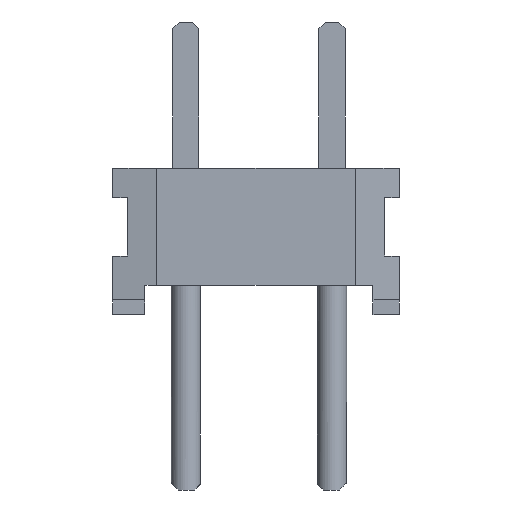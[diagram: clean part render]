
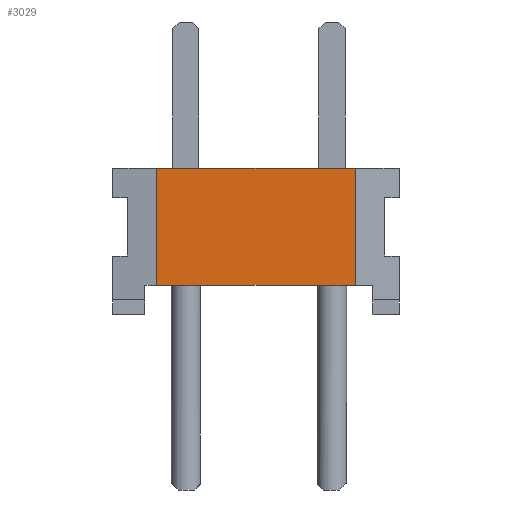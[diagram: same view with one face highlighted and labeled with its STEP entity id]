
A CAD part, left-side view. The second image highlights one B-rep face of the part: STEP entity #3029.
In plain terms, the highlighted planar face has unit normal (-1, 0, 0).
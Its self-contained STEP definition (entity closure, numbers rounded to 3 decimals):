
#3029 = ADVANCED_FACE('',(#3030),#3064,.F.);
#3030 = FACE_BOUND('',#3031,.T.);
#3031 = EDGE_LOOP('',(#3032,#3042,#3050,#3058));
#3032 = ORIENTED_EDGE('',*,*,#3033,.F.);
#3033 = EDGE_CURVE('',#3034,#3036,#3038,.T.);
#3034 = VERTEX_POINT('',#3035);
#3035 = CARTESIAN_POINT('',(-3.81,1.778,2.54));
#3036 = VERTEX_POINT('',#3037);
#3037 = CARTESIAN_POINT('',(-3.81,-1.676,2.54));
#3038 = LINE('',#3039,#3040);
#3039 = CARTESIAN_POINT('',(-3.81,2.54,2.54));
#3040 = VECTOR('',#3041,1.);
#3041 = DIRECTION('',(0.,-1.,0.));
#3042 = ORIENTED_EDGE('',*,*,#3043,.T.);
#3043 = EDGE_CURVE('',#3034,#3044,#3046,.T.);
#3044 = VERTEX_POINT('',#3045);
#3045 = CARTESIAN_POINT('',(-3.81,1.778,0.508));
#3046 = LINE('',#3047,#3048);
#3047 = CARTESIAN_POINT('',(-3.81,1.778,2.54));
#3048 = VECTOR('',#3049,1.);
#3049 = DIRECTION('',(0.,0.,-1.));
#3050 = ORIENTED_EDGE('',*,*,#3051,.T.);
#3051 = EDGE_CURVE('',#3044,#3052,#3054,.T.);
#3052 = VERTEX_POINT('',#3053);
#3053 = CARTESIAN_POINT('',(-3.81,-1.676,0.508));
#3054 = LINE('',#3055,#3056);
#3055 = CARTESIAN_POINT('',(-3.81,1.981,0.508));
#3056 = VECTOR('',#3057,1.);
#3057 = DIRECTION('',(0.,-1.,0.));
#3058 = ORIENTED_EDGE('',*,*,#3059,.T.);
#3059 = EDGE_CURVE('',#3052,#3036,#3060,.T.);
#3060 = LINE('',#3061,#3062);
#3061 = CARTESIAN_POINT('',(-3.81,-1.676,2.54));
#3062 = VECTOR('',#3063,1.);
#3063 = DIRECTION('',(0.,0.,1.));
#3064 = PLANE('',#3065);
#3065 = AXIS2_PLACEMENT_3D('',#3066,#3067,#3068);
#3066 = CARTESIAN_POINT('',(-3.81,2.54,2.54));
#3067 = DIRECTION('',(1.,0.,0.));
#3068 = DIRECTION('',(0.,1.,0.));
